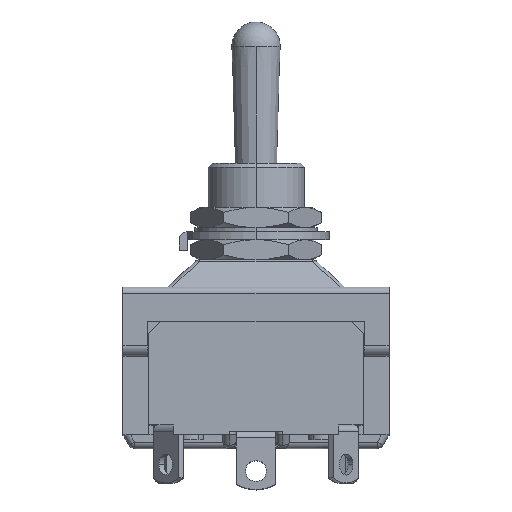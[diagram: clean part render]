
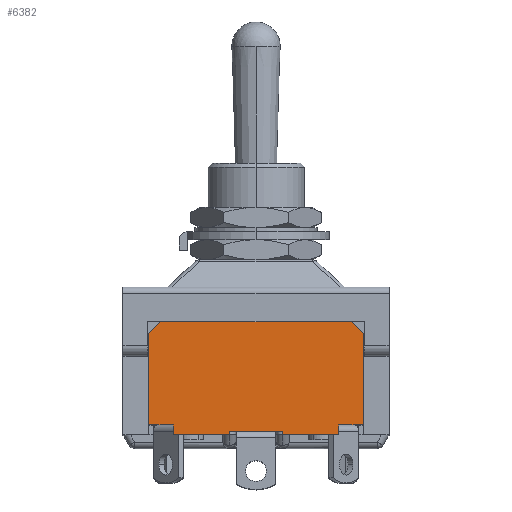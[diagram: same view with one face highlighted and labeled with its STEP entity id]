
A CAD part, top view. The second image highlights one B-rep face of the part: STEP entity #6382.
In plain terms, the highlighted planar face has unit normal (0, 0, 1).
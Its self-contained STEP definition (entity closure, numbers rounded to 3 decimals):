
#46 = EDGE_CURVE ( 'NONE', #6729, #10551, #10371, .T. ) ;
#84 = CARTESIAN_POINT ( 'NONE',  ( 0., -3.5, 18.2 ) ) ;
#147 = DIRECTION ( 'NONE',  ( 1., 0., 0. ) ) ;
#175 = DIRECTION ( 'NONE',  ( 0.707, 0.707, 0. ) ) ;
#223 = EDGE_CURVE ( 'NONE', #8997, #3530, #10234, .T. ) ;
#272 = LINE ( 'NONE', #10286, #3294 ) ;
#326 = CARTESIAN_POINT ( 'NONE',  ( 13.3, -17.5, 18.2 ) ) ;
#340 = CARTESIAN_POINT ( 'NONE',  ( 10.246, -17.5, 18.2 ) ) ;
#444 = DIRECTION ( 'NONE',  ( 1., 0., 0. ) ) ;
#523 = CARTESIAN_POINT ( 'NONE',  ( 11.8, -3.5, 18.2 ) ) ;
#606 = DIRECTION ( 'NONE',  ( 0., -1., 0. ) ) ;
#755 = CARTESIAN_POINT ( 'NONE',  ( -3.3, -17.1, 18.2 ) ) ;
#799 = CARTESIAN_POINT ( 'NONE',  ( -3.3, -17.5, 18.2 ) ) ;
#855 = EDGE_CURVE ( 'NONE', #10551, #6038, #7191, .T. ) ;
#1114 = CARTESIAN_POINT ( 'NONE',  ( -13.3, -16.3, 18.2 ) ) ;
#1407 = VECTOR ( 'NONE', #7703, 1000. ) ;
#1453 = VECTOR ( 'NONE', #9480, 1000. ) ;
#1543 = CARTESIAN_POINT ( 'NONE',  ( -11.8, -3.5, 18.2 ) ) ;
#1628 = DIRECTION ( 'NONE',  ( 0., 1., 0. ) ) ;
#1664 = LINE ( 'NONE', #9641, #4856 ) ;
#1766 = VERTEX_POINT ( 'NONE', #799 ) ;
#1774 = VERTEX_POINT ( 'NONE', #7619 ) ;
#2087 = EDGE_CURVE ( 'NONE', #11797, #6729, #4866, .T. ) ;
#2211 = VECTOR ( 'NONE', #7322, 1000. ) ;
#2259 = CARTESIAN_POINT ( 'NONE',  ( -13.3, -5., 18.2 ) ) ;
#2267 = ORIENTED_EDGE ( 'NONE', *, *, #2087, .T. ) ;
#2323 = VECTOR ( 'NONE', #8292, 1000. ) ;
#2337 = EDGE_CURVE ( 'NONE', #8997, #11570, #6836, .T. ) ;
#2366 = LINE ( 'NONE', #6341, #2211 ) ;
#2435 = VECTOR ( 'NONE', #8529, 1000. ) ;
#2488 = EDGE_CURVE ( 'NONE', #11797, #4594, #1664, .T. ) ;
#2578 = LINE ( 'NONE', #8447, #2435 ) ;
#2760 = ORIENTED_EDGE ( 'NONE', *, *, #6798, .F. ) ;
#2801 = LINE ( 'NONE', #6463, #1453 ) ;
#2804 = VERTEX_POINT ( 'NONE', #340 ) ;
#2821 = LINE ( 'NONE', #7952, #3748 ) ;
#3021 = LINE ( 'NONE', #5173, #6989 ) ;
#3294 = VECTOR ( 'NONE', #606, 1000. ) ;
#3530 = VERTEX_POINT ( 'NONE', #2259 ) ;
#3551 = ORIENTED_EDGE ( 'NONE', *, *, #2337, .T. ) ;
#3567 = CARTESIAN_POINT ( 'NONE',  ( 13.3, -5., 18.2 ) ) ;
#3588 = EDGE_CURVE ( 'NONE', #9290, #1766, #272, .T. ) ;
#3748 = VECTOR ( 'NONE', #4079, 1000. ) ;
#3836 = DIRECTION ( 'NONE',  ( -1., 0., 0. ) ) ;
#4016 = EDGE_CURVE ( 'NONE', #11570, #4200, #2821, .T. ) ;
#4031 = PLANE ( 'NONE',  #8959 ) ;
#4079 = DIRECTION ( 'NONE',  ( 0., -1., 0. ) ) ;
#4200 = VERTEX_POINT ( 'NONE', #8369 ) ;
#4253 = EDGE_CURVE ( 'NONE', #1774, #9290, #2366, .T. ) ;
#4446 = ORIENTED_EDGE ( 'NONE', *, *, #4253, .F. ) ;
#4590 = EDGE_CURVE ( 'NONE', #3530, #6038, #6635, .T. ) ;
#4594 = VERTEX_POINT ( 'NONE', #6884 ) ;
#4620 = ORIENTED_EDGE ( 'NONE', *, *, #4590, .F. ) ;
#4856 = VECTOR ( 'NONE', #3836, 1000. ) ;
#4866 = LINE ( 'NONE', #326, #8201 ) ;
#5131 = ORIENTED_EDGE ( 'NONE', *, *, #2488, .F. ) ;
#5173 = CARTESIAN_POINT ( 'NONE',  ( 0., -17.5, 18.2 ) ) ;
#6038 = VERTEX_POINT ( 'NONE', #1543 ) ;
#6055 = EDGE_CURVE ( 'NONE', #12410, #2804, #9647, .T. ) ;
#6197 = DIRECTION ( 'NONE',  ( 0., 1., 0. ) ) ;
#6341 = CARTESIAN_POINT ( 'NONE',  ( 3.3, -17.1, 18.2 ) ) ;
#6382 = ADVANCED_FACE ( 'NONE', ( #11628 ), #4031, .F. ) ;
#6463 = CARTESIAN_POINT ( 'NONE',  ( 10.246, -16.3, 18.2 ) ) ;
#6635 = LINE ( 'NONE', #9936, #11480 ) ;
#6729 = VERTEX_POINT ( 'NONE', #3567 ) ;
#6763 = CARTESIAN_POINT ( 'NONE',  ( 0., -3.5, 18.2 ) ) ;
#6798 = EDGE_CURVE ( 'NONE', #4594, #2804, #2801, .T. ) ;
#6836 = LINE ( 'NONE', #11531, #7133 ) ;
#6884 = CARTESIAN_POINT ( 'NONE',  ( 10.246, -16.3, 18.2 ) ) ;
#6989 = VECTOR ( 'NONE', #147, 1000. ) ;
#7133 = VECTOR ( 'NONE', #11353, 1000. ) ;
#7191 = LINE ( 'NONE', #6763, #1407 ) ;
#7322 = DIRECTION ( 'NONE',  ( -1., 0., 0. ) ) ;
#7330 = CARTESIAN_POINT ( 'NONE',  ( 0., -17.5, 18.2 ) ) ;
#7554 = VECTOR ( 'NONE', #444, 1000. ) ;
#7619 = CARTESIAN_POINT ( 'NONE',  ( 3.3, -17.1, 18.2 ) ) ;
#7703 = DIRECTION ( 'NONE',  ( -1., 0., 0. ) ) ;
#7916 = DIRECTION ( 'NONE',  ( -1., 0., 0. ) ) ;
#7952 = CARTESIAN_POINT ( 'NONE',  ( -10.246, -16.3, 18.2 ) ) ;
#7986 = DIRECTION ( 'NONE',  ( 0., 0., -1. ) ) ;
#8201 = VECTOR ( 'NONE', #6197, 1000. ) ;
#8286 = ORIENTED_EDGE ( 'NONE', *, *, #10850, .T. ) ;
#8292 = DIRECTION ( 'NONE',  ( -0.707, 0.707, 0. ) ) ;
#8369 = CARTESIAN_POINT ( 'NONE',  ( -10.246, -17.5, 18.2 ) ) ;
#8402 = ORIENTED_EDGE ( 'NONE', *, *, #6055, .T. ) ;
#8447 = CARTESIAN_POINT ( 'NONE',  ( 3.3, -17.1, 18.2 ) ) ;
#8495 = CARTESIAN_POINT ( 'NONE',  ( -13.3, -17.5, 18.2 ) ) ;
#8529 = DIRECTION ( 'NONE',  ( 0., -1., 0. ) ) ;
#8755 = CARTESIAN_POINT ( 'NONE',  ( 13.3, -16.3, 18.2 ) ) ;
#8959 = AXIS2_PLACEMENT_3D ( 'NONE', #84, #7986, #7916 ) ;
#8997 = VERTEX_POINT ( 'NONE', #1114 ) ;
#9267 = CARTESIAN_POINT ( 'NONE',  ( 11.8, -3.5, 18.2 ) ) ;
#9290 = VERTEX_POINT ( 'NONE', #755 ) ;
#9480 = DIRECTION ( 'NONE',  ( 0., -1., 0. ) ) ;
#9641 = CARTESIAN_POINT ( 'NONE',  ( 10.246, -16.3, 18.2 ) ) ;
#9647 = LINE ( 'NONE', #7330, #7554 ) ;
#9898 = EDGE_CURVE ( 'NONE', #1774, #12410, #2578, .T. ) ;
#9936 = CARTESIAN_POINT ( 'NONE',  ( -11.8, -3.5, 18.2 ) ) ;
#10100 = ORIENTED_EDGE ( 'NONE', *, *, #855, .T. ) ;
#10234 = LINE ( 'NONE', #8495, #11899 ) ;
#10286 = CARTESIAN_POINT ( 'NONE',  ( -3.3, -17.1, 18.2 ) ) ;
#10371 = LINE ( 'NONE', #523, #2323 ) ;
#10526 = ORIENTED_EDGE ( 'NONE', *, *, #3588, .F. ) ;
#10551 = VERTEX_POINT ( 'NONE', #9267 ) ;
#10740 = ORIENTED_EDGE ( 'NONE', *, *, #223, .F. ) ;
#10823 = ORIENTED_EDGE ( 'NONE', *, *, #4016, .T. ) ;
#10850 = EDGE_CURVE ( 'NONE', #4200, #1766, #3021, .T. ) ;
#11111 = EDGE_LOOP ( 'NONE', ( #4446, #12430, #8402, #2760, #5131, #2267, #11210, #10100, #4620, #10740, #3551, #10823, #8286, #10526 ) ) ;
#11210 = ORIENTED_EDGE ( 'NONE', *, *, #46, .T. ) ;
#11353 = DIRECTION ( 'NONE',  ( 1., 0., 0. ) ) ;
#11379 = CARTESIAN_POINT ( 'NONE',  ( 3.3, -17.5, 18.2 ) ) ;
#11480 = VECTOR ( 'NONE', #175, 1000. ) ;
#11531 = CARTESIAN_POINT ( 'NONE',  ( -10.246, -16.3, 18.2 ) ) ;
#11570 = VERTEX_POINT ( 'NONE', #12182 ) ;
#11628 = FACE_OUTER_BOUND ( 'NONE', #11111, .T. ) ;
#11797 = VERTEX_POINT ( 'NONE', #8755 ) ;
#11899 = VECTOR ( 'NONE', #1628, 1000. ) ;
#12182 = CARTESIAN_POINT ( 'NONE',  ( -10.246, -16.3, 18.2 ) ) ;
#12410 = VERTEX_POINT ( 'NONE', #11379 ) ;
#12430 = ORIENTED_EDGE ( 'NONE', *, *, #9898, .T. ) ;
